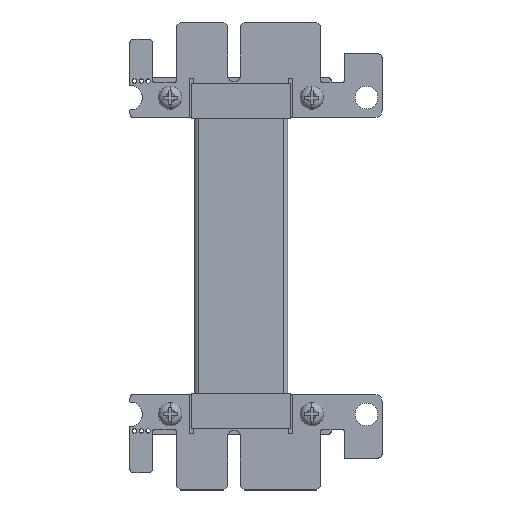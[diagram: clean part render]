
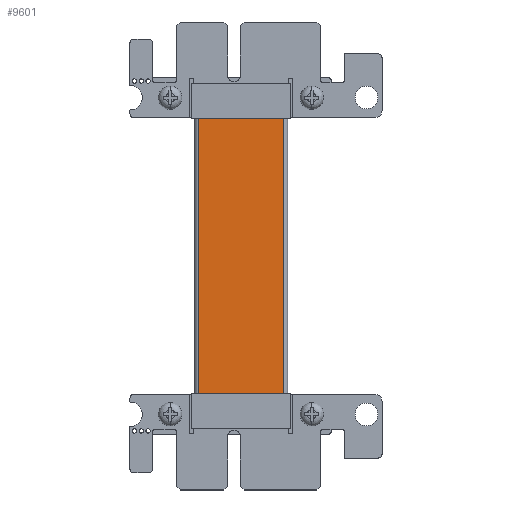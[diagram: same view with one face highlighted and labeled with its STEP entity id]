
A CAD part, top view. The second image highlights one B-rep face of the part: STEP entity #9601.
In plain terms, the highlighted face is planar.
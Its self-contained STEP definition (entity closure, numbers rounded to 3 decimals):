
#9564 = VERTEX_POINT('',#9565);
#9565 = CARTESIAN_POINT('',(12.065,-1.4,-43.));
#9583 = VERTEX_POINT('',#9584);
#9584 = CARTESIAN_POINT('',(12.065,-1.4,0.));
#9591 = EDGE_CURVE('',#9564,#9583,#9592,.T.);
#9592 = LINE('',#9593,#9594);
#9593 = CARTESIAN_POINT('',(12.065,-1.4,-43.));
#9594 = VECTOR('',#9595,1.);
#9595 = DIRECTION('',(0.,0.,1.));
#9601 = ADVANCED_FACE('',(#9602),#9627,.T.);
#9602 = FACE_BOUND('',#9603,.T.);
#9603 = EDGE_LOOP('',(#9604,#9612,#9620,#9626));
#9604 = ORIENTED_EDGE('',*,*,#9605,.F.);
#9605 = EDGE_CURVE('',#9606,#9583,#9608,.T.);
#9606 = VERTEX_POINT('',#9607);
#9607 = CARTESIAN_POINT('',(0.,-1.4,0.
    ));
#9608 = LINE('',#9609,#9610);
#9609 = CARTESIAN_POINT('',(6.032,-1.4,0.));
#9610 = VECTOR('',#9611,1.);
#9611 = DIRECTION('',(1.,0.,0.));
#9612 = ORIENTED_EDGE('',*,*,#9613,.F.);
#9613 = EDGE_CURVE('',#9614,#9606,#9616,.T.);
#9614 = VERTEX_POINT('',#9615);
#9615 = CARTESIAN_POINT('',(0.,-1.4,-43.));
#9616 = LINE('',#9617,#9618);
#9617 = CARTESIAN_POINT('',(0.,-1.4,-43.));
#9618 = VECTOR('',#9619,1.);
#9619 = DIRECTION('',(0.,0.,1.));
#9620 = ORIENTED_EDGE('',*,*,#9621,.T.);
#9621 = EDGE_CURVE('',#9614,#9564,#9622,.T.);
#9622 = LINE('',#9623,#9624);
#9623 = CARTESIAN_POINT('',(12.065,-1.4,-43.));
#9624 = VECTOR('',#9625,1.);
#9625 = DIRECTION('',(1.,0.,0.));
#9626 = ORIENTED_EDGE('',*,*,#9591,.T.);
#9627 = PLANE('',#9628);
#9628 = AXIS2_PLACEMENT_3D('',#9629,#9630,#9631);
#9629 = CARTESIAN_POINT('',(6.032,-1.4,-43.));
#9630 = DIRECTION('',(0.,-1.,0.));
#9631 = DIRECTION('',(0.,0.,-1.));
